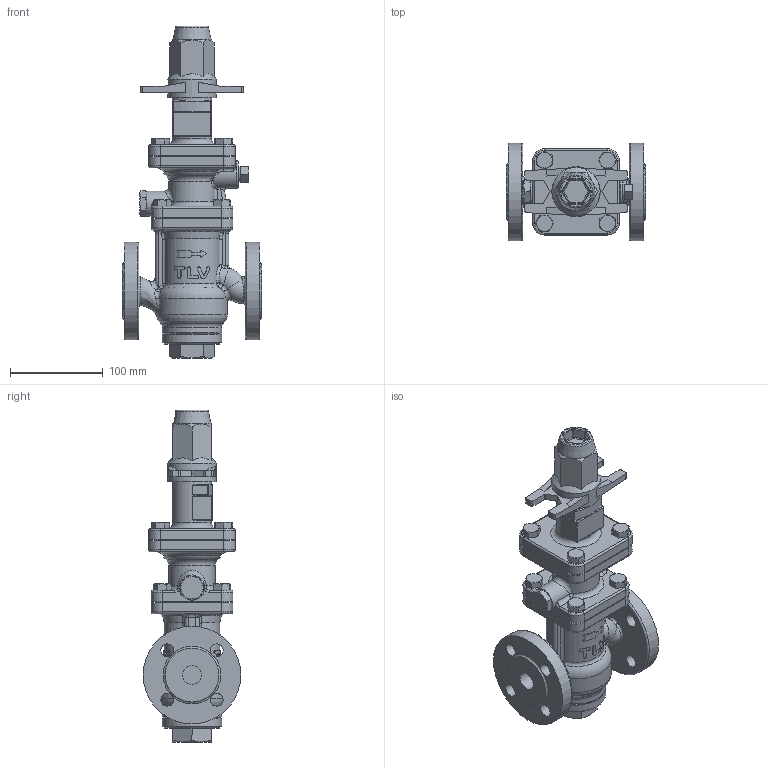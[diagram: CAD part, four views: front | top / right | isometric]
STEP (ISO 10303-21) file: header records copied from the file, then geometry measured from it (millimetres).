
FILE_DESCRIPTION(/* description */ (''),/* implementation_level */ '2;1');
FILE_NAME(/* name */ 'acosr-020-e0025-00.stp',/* time_stamp */ '2018-03-05T09:42:57+09:00',/* author */ ('nakaot'),/* organization */ (''),/* preprocessor_version */ 'ST-DEVELOPER v15.6',/* originating_system */ 'Autodesk Inventor 2015',/* authorisation */ '');
FILE_SCHEMA (('CONFIG_CONTROL_DESIGN'));
Length unit declared in the file: millimetre
Products named in the file (1): acosr-020-e0025-00
Bounding box: 150 x 105 x 357 mm (x, y, z)
Volume: 1483587.1 mm3; surface area: 186811.6 mm2
Topology: 1 solids, 1 shells, 639 faces, 1554 edges, 931 vertices
Faces by surface type: plane 218, cylinder 156, bspline 115, cone 79, torus 53, sphere 18
Full cylindrical faces by diameter (mm): 10 x8, 12 x8, 14 x8, 20 x2, 27 x1, 30 x1, 42 x1, 52 x1, 64 x2, 67.531 x1, 67.717 x1, 105 x2
Entity records: 29922 total; most frequent: CARTESIAN_POINT 16380, ORIENTED_EDGE 2910, DIRECTION 2599, EDGE_CURVE 1455, AXIS2_PLACEMENT_3D 1047, VERTEX_POINT 905, EDGE_LOOP 756, FACE_OUTER_BOUND 638
